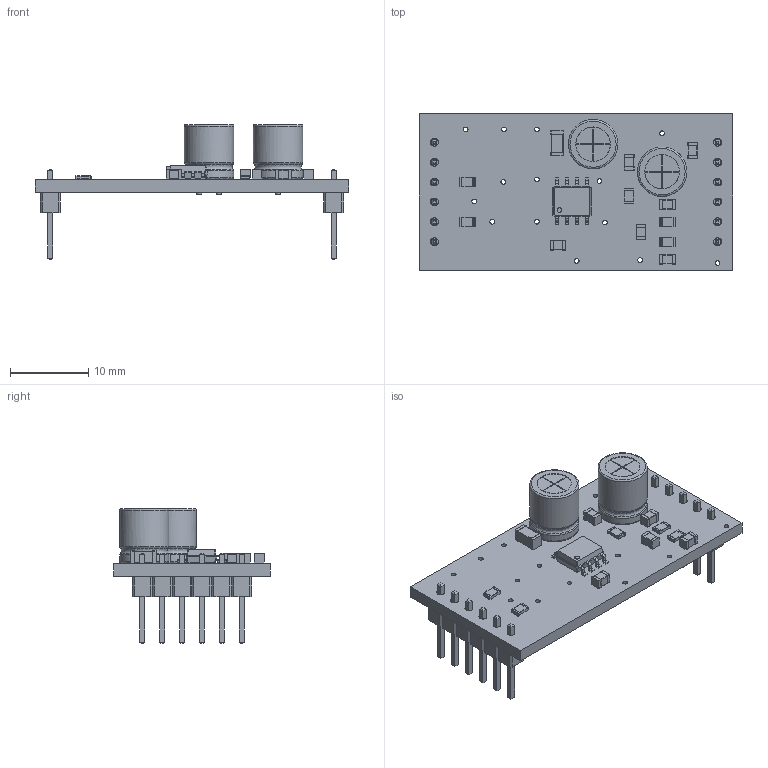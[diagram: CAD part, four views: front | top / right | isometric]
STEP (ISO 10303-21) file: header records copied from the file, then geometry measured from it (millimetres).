
FILE_DESCRIPTION(('Electronic assembly'),'2;1');
FILE_NAME('Board','2023-03-15T19:30:53',('An Author'),('A Company'), 'Open CASCADE STEP processor 6.9','horizon EDA','Unknown');
FILE_SCHEMA(('AUTOMOTIVE_DESIGN { 1 0 10303 214 1 1 1 1 }'));
Length unit declared in the file: millimetre
Products named in the file (36): PCA; PCB; C1; C1-1; C2; C2-1; C3; C3-1; C4; C4-1; C5; C5-1; C6; C6-1; C7; C7-1; C8; C8-1; CN1; CN1-1; CN2; CN2-1; L1; L1-1; R1; R1-1; R2; R2-1; R3; R3-1; R4; R4-1; R5; R5-1; U1; U1-1
Assembly tree (35 placements, depth 3):
  PCA
    PCB
    C1
      C1-1
    C2
      C2-1
    C3
      C3-1
    C4
      C4-1
    C5
      C5-1
    C6
      C6-1
    C7
      C7-1
    C8
      C8-1
    CN1
      CN1-1
    CN2
      CN2-1
    L1
      L1-1
    R1
      R1-1
    R2
      R2-1
    R3
      R3-1
    R4
      R4-1
    R5
      R5-1
    U1
      U1-1
Bounding box: 40 x 20 x 17.24 mm (x, y, z)
Volume: 1972.4 mm3; surface area: 3201.6 mm2
Topology: 18 solids, 20 shells, 879 faces, 2196 edges, 1404 vertices
Faces by surface type: plane 635, cylinder 202, bspline 36, revolution 4, torus 2
Full cylindrical faces by diameter (mm): 0.6 x20, 0.8 x4, 1 x12, 4.41 x6, 6.3 x4
Entity records: 62222 total; most frequent: CARTESIAN_POINT 11141, DIRECTION 8433, LINE 5622, VECTOR 5622, ORIENTED_EDGE 4392, PCURVE 4392, DEFINITIONAL_REPRESENTATION 4392, EDGE_CURVE 2196
